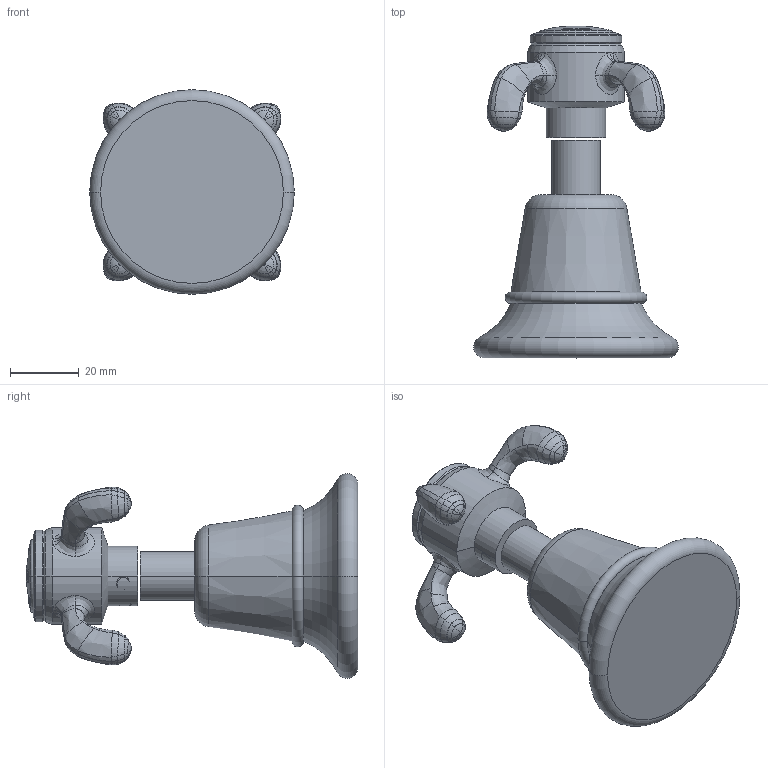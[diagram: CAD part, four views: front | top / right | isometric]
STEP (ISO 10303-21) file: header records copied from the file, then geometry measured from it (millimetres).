
FILE_DESCRIPTION((''),'2;1');
FILE_NAME('3-284C_WEB','2010-11-02T',('project'),(''),'PRO/ENGINEER BY PARAMETRIC TECHNOLOGY CORPORATION, 2009300','PRO/ENGINEER BY PARAMETRIC TECHNOLOGY CORPORATION, 2009300','');
FILE_SCHEMA(('CONFIG_CONTROL_DESIGN'));
Length unit declared in the file: inch
Products named in the file (1): 3-284C_WEB
Bounding box: 59.68 x 96.77 x 59.68 mm (x, y, z)
Surface area: 17973 mm2 (no closed solid volume)
Topology: 0 solids, 36 shells, 310 faces, 1023 edges, 718 vertices
Faces by surface type: bspline 224, sphere 27, plane 21, cylinder 13, cone 12, torus 10, extrusion 3
Entity records: 19162 total; most frequent: CARTESIAN_POINT 12287, ORIENTED_EDGE 1533, EDGE_CURVE 997, DIRECTION 879, VERTEX_POINT 718, B_SPLINE_CURVE_WITH_KNOTS 607, AXIS2_PLACEMENT_3D 400, CIRCLE 317
